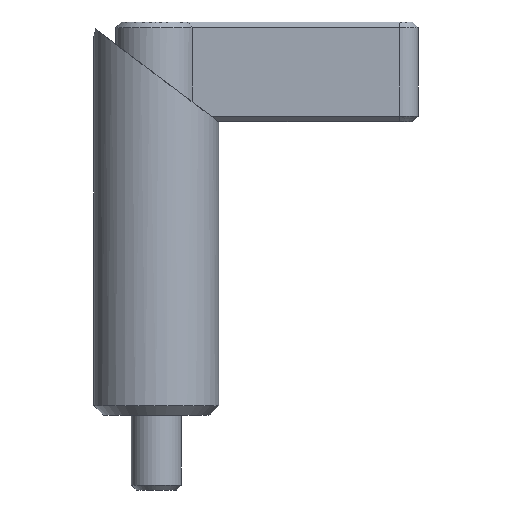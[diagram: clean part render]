
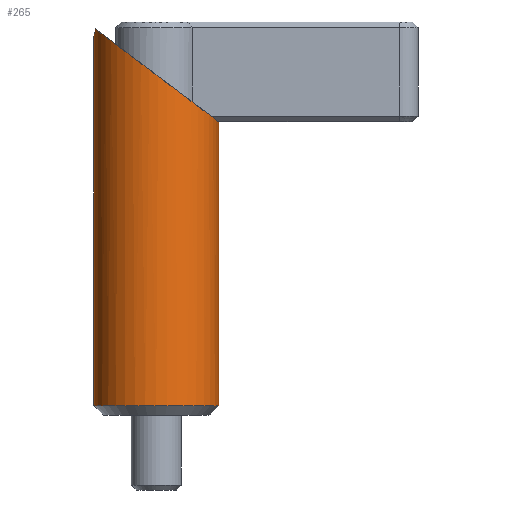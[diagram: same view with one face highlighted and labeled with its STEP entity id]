
A CAD part, front view. The second image highlights one B-rep face of the part: STEP entity #265.
In plain terms, the highlighted cylindrical face has radius 5 mm (diameter 10 mm), a partial arc.
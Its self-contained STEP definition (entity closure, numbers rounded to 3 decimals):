
#197=EDGE_CURVE('',#395,#371,#521,.T.);
#251=EDGE_CURVE('',#403,#395,#590,.T.);
#265=ADVANCED_FACE('',(#606),#607,.T.);
#289=VERTEX_POINT('',#633);
#313=EDGE_CURVE('',#481,#403,#662,.T.);
#371=VERTEX_POINT('',#724);
#395=VERTEX_POINT('',#750);
#403=VERTEX_POINT('',#759);
#421=EDGE_CURVE('',#371,#289,#777,.T.);
#457=EDGE_CURVE('',#289,#481,#815,.T.);
#481=VERTEX_POINT('',#842);
#521=B_SPLINE_CURVE_WITH_KNOTS('',3,(#880,#881,#882,#883,#884,#885,#886,#887,#888,#889,#890,#891,#892,#893,#894,#895,#896,#897),.UNSPECIFIED.,.F.,.F.,(4,2,2,2,2,2,2,2,4),(3.784,4.257,4.73,5.203,5.676,6.149,6.622,7.095,7.568),.UNSPECIFIED.);
#590=ELLIPSE('',#977,6.261,5.0);
#606=FACE_OUTER_BOUND('',#994,.T.);
#607=CYLINDRICAL_SURFACE('',#995,5.0);
#633=CARTESIAN_POINT('',(-5.0,0.,0.767));
#662=LINE('',#1084,#1085);
#724=CARTESIAN_POINT('',(-5.0,0.,30.25));
#750=CARTESIAN_POINT('',(-4.873,-1.118,30.94));
#759=CARTESIAN_POINT('',(5.0,0.,23.5));
#777=LINE('',#1240,#1241);
#815=CIRCLE('',#1293,5.0);
#842=CARTESIAN_POINT('',(5.0,0.0,0.767));
#880=CARTESIAN_POINT('',(-4.841,-1.25,31.5));
#881=CARTESIAN_POINT('',(-4.841,-1.25,31.342));
#882=CARTESIAN_POINT('',(-4.85,-1.218,31.175));
#883=CARTESIAN_POINT('',(-4.88,-1.091,30.867));
#884=CARTESIAN_POINT('',(-4.901,-0.994,30.727));
#885=CARTESIAN_POINT('',(-4.941,-0.773,30.506));
#886=CARTESIAN_POINT('',(-4.962,-0.633,30.409));
#887=CARTESIAN_POINT('',(-4.992,-0.325,30.282));
#888=CARTESIAN_POINT('',(-5.0,-0.158,30.25));
#889=CARTESIAN_POINT('',(-5.0,0.158,30.25));
#890=CARTESIAN_POINT('',(-4.992,0.325,30.282));
#891=CARTESIAN_POINT('',(-4.962,0.633,30.409));
#892=CARTESIAN_POINT('',(-4.941,0.773,30.506));
#893=CARTESIAN_POINT('',(-4.901,0.994,30.727));
#894=CARTESIAN_POINT('',(-4.88,1.091,30.867));
#895=CARTESIAN_POINT('',(-4.85,1.218,31.175));
#896=CARTESIAN_POINT('',(-4.841,1.25,31.342));
#897=CARTESIAN_POINT('',(-4.841,1.25,31.5));
#977=AXIS2_PLACEMENT_3D('',#1481,#1482,#1483);
#994=EDGE_LOOP('',(#1503,#1504,#1505,#1506,#1507));
#995=AXIS2_PLACEMENT_3D('',#1508,#1509,#1510);
#1084=CARTESIAN_POINT('',(5.0,0.,15.75));
#1085=VECTOR('',#1573,1.0);
#1240=CARTESIAN_POINT('',(-5.0,0.,15.75));
#1241=VECTOR('',#1685,1.0);
#1293=AXIS2_PLACEMENT_3D('',#1721,#1722,#1723);
#1481=CARTESIAN_POINT('',(0.0,0.0,27.268));
#1482=DIRECTION('',(-0.602,0.0,-0.799));
#1483=DIRECTION('',(0.799,0.0,-0.602));
#1503=ORIENTED_EDGE('',*,*,#313,.T.);
#1504=ORIENTED_EDGE('',*,*,#251,.T.);
#1505=ORIENTED_EDGE('',*,*,#197,.T.);
#1506=ORIENTED_EDGE('',*,*,#421,.T.);
#1507=ORIENTED_EDGE('',*,*,#457,.T.);
#1508=CARTESIAN_POINT('',(0.0,0.0,15.75));
#1509=DIRECTION('',(-0.0,-0.0,-1.0));
#1510=DIRECTION('',(1.0,0.0,0.0));
#1573=DIRECTION('',(0.0,0.0,1.0));
#1685=DIRECTION('',(-0.0,-0.0,-1.0));
#1721=CARTESIAN_POINT('',(0.0,0.0,0.767));
#1722=DIRECTION('',(0.0,0.0,1.0));
#1723=DIRECTION('',(1.0,0.0,0.0));
